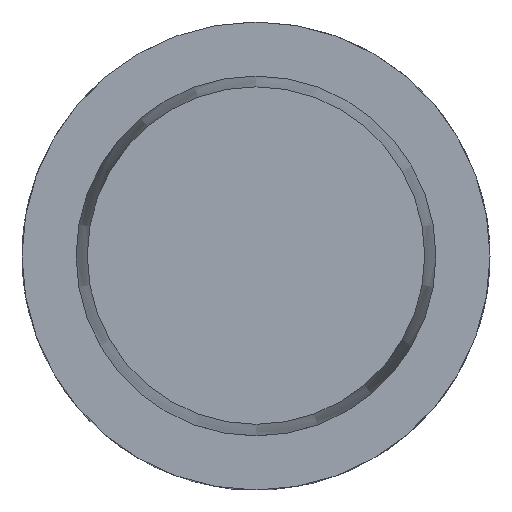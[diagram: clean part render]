
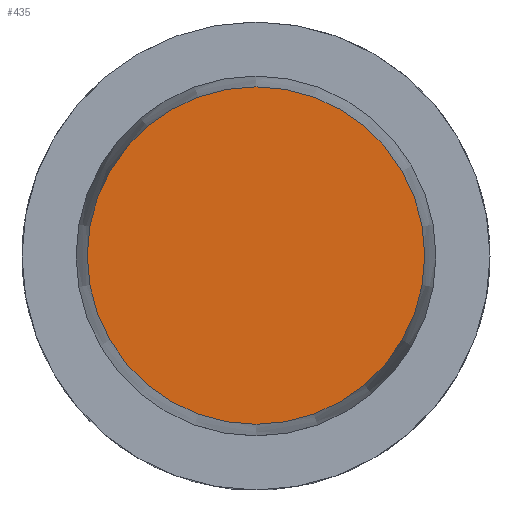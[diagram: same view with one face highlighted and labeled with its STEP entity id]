
A CAD part, top view. The second image highlights one B-rep face of the part: STEP entity #435.
In plain terms, the highlighted planar face has unit normal (0, 0, 1).
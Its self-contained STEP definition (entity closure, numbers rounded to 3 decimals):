
#213=EDGE_CURVE('240[2]',#629,#629,#630,.T.);
#435=ADVANCED_FACE('240[2]',(#947),#948,.T.);
#629=VERTEX_POINT('',#1178);
#630=CIRCLE('',#1179,22.715);
#947=FACE_OUTER_BOUND('',#1803,.T.);
#948=PLANE('',#1804);
#1178=CARTESIAN_POINT('',(0.,22.715,32.));
#1179=AXIS2_PLACEMENT_3D('',#2182,#2183,#2184);
#1803=EDGE_LOOP('',(#2550));
#1804=AXIS2_PLACEMENT_3D('',#2551,#2552,#2553);
#2182=CARTESIAN_POINT('',(0.,0.,32.));
#2183=DIRECTION('',(0.,0.,1.0));
#2184=DIRECTION('',(0.,1.0,0.));
#2550=ORIENTED_EDGE('',*,*,#213,.T.);
#2551=CARTESIAN_POINT('',(0.,11.358,32.));
#2552=DIRECTION('',(0.,0.,1.0));
#2553=DIRECTION('',(0.,1.0,0.));
